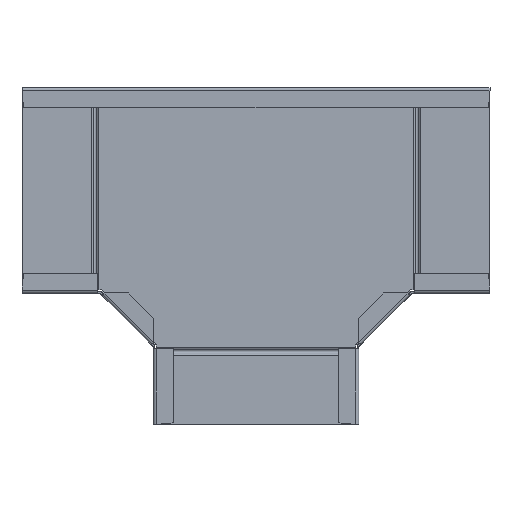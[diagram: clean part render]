
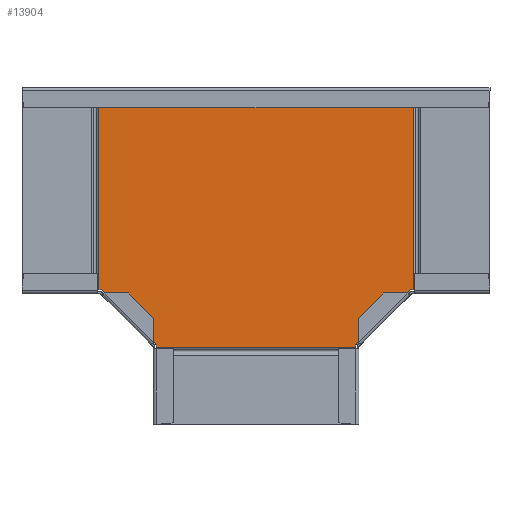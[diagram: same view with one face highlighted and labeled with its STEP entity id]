
A CAD part, top view. The second image highlights one B-rep face of the part: STEP entity #13904.
In plain terms, the highlighted planar face has unit normal (0, 0, 1).
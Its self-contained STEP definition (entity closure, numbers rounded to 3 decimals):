
#13251=DIRECTION('',(1.,0.,0.));
#13252=VECTOR('',#13251,234.543);
#13253=CARTESIAN_POINT('',(-117.272,248.85,0.));
#13254=LINE('',#13253,#13252);
#13272=DIRECTION('',(0.,1.,0.));
#13273=VECTOR('',#13272,148.5);
#13274=CARTESIAN_POINT('',(-117.272,100.35,0.));
#13275=LINE('',#13274,#13273);
#13276=DIRECTION('',(0.,1.,0.));
#13277=VECTOR('',#13276,1.972);
#13278=CARTESIAN_POINT('',(74.25,57.328,0.));
#13279=LINE('',#13278,#13277);
#13280=DIRECTION('',(0.,-1.,0.));
#13281=VECTOR('',#13280,1.972);
#13282=CARTESIAN_POINT('',(-74.25,59.3,0.));
#13283=LINE('',#13282,#13281);
#13284=DIRECTION('',(0.707,-0.707,0.));
#13285=VECTOR('',#13284,58.053);
#13286=CARTESIAN_POINT('',(-115.3,100.35,0.));
#13287=LINE('',#13286,#13285);
#13288=DIRECTION('',(1.,0.,0.));
#13289=VECTOR('',#13288,1.972);
#13290=CARTESIAN_POINT('',(-117.272,100.35,0.));
#13291=LINE('',#13290,#13289);
#13292=DIRECTION('',(1.,0.,0.));
#13293=VECTOR('',#13292,1.972);
#13294=CARTESIAN_POINT('',(115.3,100.35,0.));
#13295=LINE('',#13294,#13293);
#13296=DIRECTION('',(0.707,0.707,0.));
#13297=VECTOR('',#13296,58.053);
#13298=CARTESIAN_POINT('',(74.25,59.3,0.));
#13299=LINE('',#13298,#13297);
#13459=DIRECTION('',(0.,-1.,0.));
#13460=VECTOR('',#13459,148.5);
#13461=CARTESIAN_POINT('',(117.272,248.85,0.));
#13462=LINE('',#13461,#13460);
#13557=DIRECTION('',(-1.,0.,0.));
#13558=VECTOR('',#13557,148.5);
#13559=CARTESIAN_POINT('',(74.25,57.328,0.));
#13560=LINE('',#13559,#13558);
#13578=CARTESIAN_POINT('',(115.3,100.35,0.));
#13580=VERTEX_POINT('',#13578);
#13602=CARTESIAN_POINT('',(117.272,248.85,0.));
#13603=CARTESIAN_POINT('',(117.272,100.35,0.));
#13604=VERTEX_POINT('',#13602);
#13605=VERTEX_POINT('',#13603);
#13611=CARTESIAN_POINT('',(74.25,59.3,0.));
#13612=VERTEX_POINT('',#13611);
#13617=CARTESIAN_POINT('',(-115.3,100.35,0.));
#13618=CARTESIAN_POINT('',(-74.25,59.3,0.));
#13619=VERTEX_POINT('',#13617);
#13620=VERTEX_POINT('',#13618);
#13624=CARTESIAN_POINT('',(-117.272,248.85,0.));
#13626=VERTEX_POINT('',#13624);
#13629=CARTESIAN_POINT('',(74.25,57.328,0.));
#13630=VERTEX_POINT('',#13629);
#13658=CARTESIAN_POINT('',(-117.272,100.35,0.));
#13660=VERTEX_POINT('',#13658);
#13703=CARTESIAN_POINT('',(-74.25,57.328,0.));
#13705=VERTEX_POINT('',#13703);
#13880=CARTESIAN_POINT('',(-74.25,50.2,0.));
#13881=DIRECTION('',(0.,0.,1.));
#13882=DIRECTION('',(1.,0.,0.));
#13883=AXIS2_PLACEMENT_3D('',#13880,#13881,#13882);
#13884=PLANE('',#13883);
#13886=ORIENTED_EDGE('',*,*,#13885,.F.);
#13888=ORIENTED_EDGE('',*,*,#13887,.T.);
#13890=ORIENTED_EDGE('',*,*,#13889,.F.);
#13892=ORIENTED_EDGE('',*,*,#13891,.F.);
#13893=ORIENTED_EDGE('',*,*,#13750,.F.);
#13894=ORIENTED_EDGE('',*,*,#13874,.T.);
#13895=ORIENTED_EDGE('',*,*,#13834,.T.);
#13897=ORIENTED_EDGE('',*,*,#13896,.T.);
#13899=ORIENTED_EDGE('',*,*,#13898,.F.);
#13901=ORIENTED_EDGE('',*,*,#13900,.F.);
#13902=EDGE_LOOP('',(#13886,#13888,#13890,#13892,#13893,#13894,#13895,#13897,
#13899,#13901));
#13903=FACE_OUTER_BOUND('',#13902,.F.);
#13904=ADVANCED_FACE('',(#13903),#13884,.T.);
#13750=EDGE_CURVE('',#13660,#13619,#13291,.T.);
#13834=EDGE_CURVE('',#13626,#13604,#13254,.T.);
#13874=EDGE_CURVE('',#13660,#13626,#13275,.T.);
#13885=EDGE_CURVE('',#13630,#13612,#13279,.T.);
#13887=EDGE_CURVE('',#13630,#13705,#13560,.T.);
#13889=EDGE_CURVE('',#13620,#13705,#13283,.T.);
#13891=EDGE_CURVE('',#13619,#13620,#13287,.T.);
#13896=EDGE_CURVE('',#13604,#13605,#13462,.T.);
#13898=EDGE_CURVE('',#13580,#13605,#13295,.T.);
#13900=EDGE_CURVE('',#13612,#13580,#13299,.T.);
